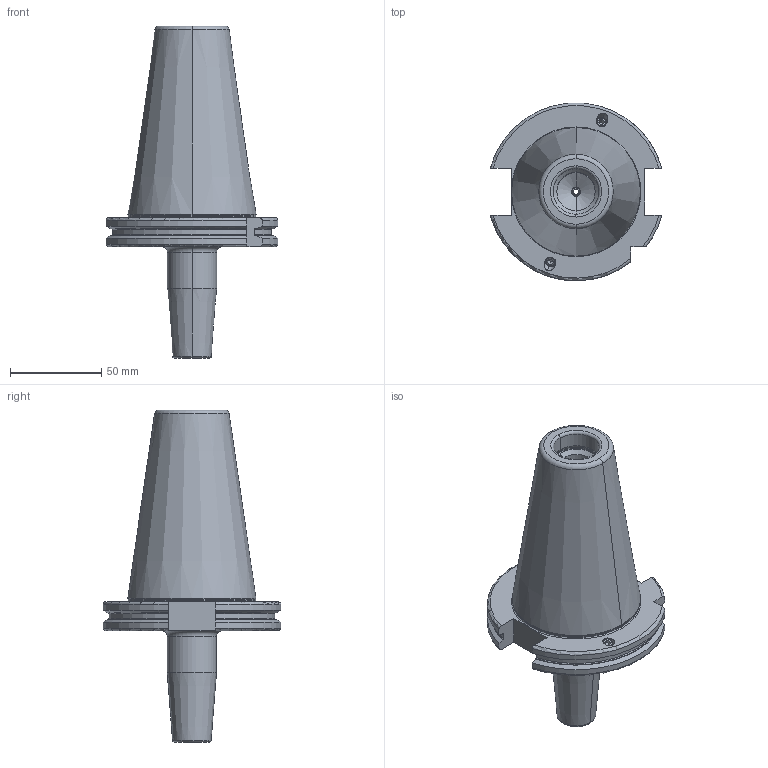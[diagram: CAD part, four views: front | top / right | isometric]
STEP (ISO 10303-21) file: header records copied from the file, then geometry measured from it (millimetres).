
FILE_DESCRIPTION((''),'2;1');
FILE_NAME('503_71_08','2020-04-21T',('104091'),(''),'CREO PARAMETRIC BY PTC INC, 2015290','CREO PARAMETRIC BY PTC INC, 2015290','');
FILE_SCHEMA(('CONFIG_CONTROL_DESIGN'));
Length unit declared in the file: millimetre
Products named in the file (1): 503_71_08
Bounding box: 94.05 x 97.31 x 181.75 mm (x, y, z)
Volume: 349402.8 mm3; surface area: 49476.2 mm2
Topology: 1 solids, 3 shells, 157 faces, 376 edges, 236 vertices
Faces by surface type: plane 48, cone 40, cylinder 39, torus 30
Entity records: 4784 total; most frequent: CARTESIAN_POINT 1080, DIRECTION 807, ORIENTED_EDGE 730, EDGE_CURVE 365, AXIS2_PLACEMENT_3D 317, VERTEX_POINT 226, VECTOR 173, LINE 173
